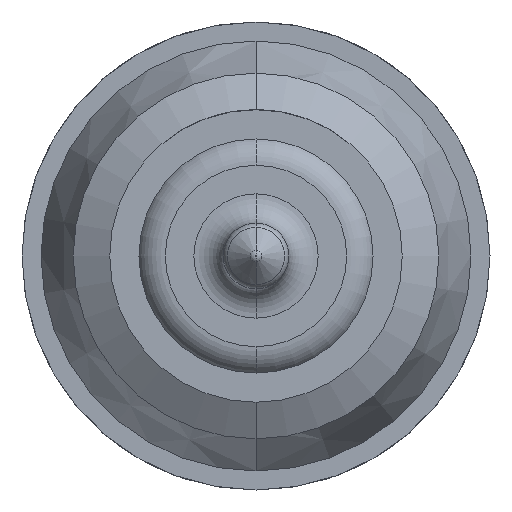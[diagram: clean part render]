
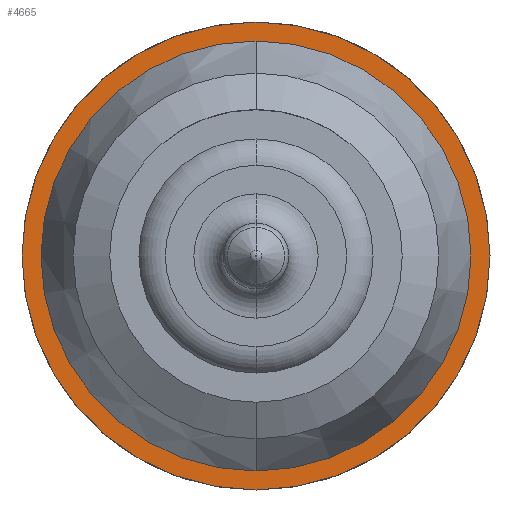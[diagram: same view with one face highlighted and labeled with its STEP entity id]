
A CAD part, front view. The second image highlights one B-rep face of the part: STEP entity #4665.
In plain terms, the highlighted planar face has unit normal (0, -1, 0).
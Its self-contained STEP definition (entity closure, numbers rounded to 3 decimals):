
#4 = EDGE_CURVE ( 'Defeature ausgef�hrt1_7+Defeature ausgef�hrt1_6+Defeature ausgef�hrt1_6+Defeature ausgef�hrt1_6', #2147, #4118, #4260, .T. ) ;
#19 = CARTESIAN_POINT ( 'NONE',  ( 0., 0.547, 1.47 ) ) ;
#32 = DIRECTION ( 'NONE',  ( 0., 0., 1. ) ) ;
#263 = AXIS2_PLACEMENT_3D ( 'NONE', #1522, #5443, #32 ) ;
#323 = EDGE_LOOP ( 'NONE', ( #2244, #3258 ) ) ;
#443 = DIRECTION ( 'NONE',  ( 0., 0., 1. ) ) ;
#757 = PLANE ( 'NONE',  #1590 ) ;
#891 = DIRECTION ( 'NONE',  ( 0., 1., 0. ) ) ;
#901 = CARTESIAN_POINT ( 'NONE',  ( 0., 0.547, 0. ) ) ;
#980 = DIRECTION ( 'NONE',  ( 0., 0., 1. ) ) ;
#1189 = AXIS2_PLACEMENT_3D ( 'NONE', #6362, #5805, #3824 ) ;
#1282 = CARTESIAN_POINT ( 'NONE',  ( 0., 0.547, 1.6 ) ) ;
#1522 = CARTESIAN_POINT ( 'NONE',  ( 0., 0.547, 0. ) ) ;
#1538 = EDGE_CURVE ( 'Defeature ausgef�hrt1_6+Defeature ausgef�hrt1_5+Defeature ausgef�hrt1_5+Defeature ausgef�hrt1_5', #2886, #5281, #5020, .T. ) ;
#1590 = AXIS2_PLACEMENT_3D ( 'NONE', #2237, #5747, #2759 ) ;
#1719 = CIRCLE ( 'NONE', #5369, 1.6 ) ;
#2065 = FACE_BOUND ( 'NONE', #323, .T. ) ;
#2147 = VERTEX_POINT ( 'NONE', #3711 ) ;
#2237 = CARTESIAN_POINT ( 'NONE',  ( 1.47, 0.547, 0. ) ) ;
#2244 = ORIENTED_EDGE ( 'NONE', *, *, #4524, .T. ) ;
#2759 = DIRECTION ( 'NONE',  ( 0., 0., 1. ) ) ;
#2886 = VERTEX_POINT ( 'NONE', #4194 ) ;
#2934 = CARTESIAN_POINT ( 'NONE',  ( 0., 0.547, 0. ) ) ;
#3010 = ORIENTED_EDGE ( 'NONE', *, *, #4, .F. ) ;
#3258 = ORIENTED_EDGE ( 'NONE', *, *, #1538, .T. ) ;
#3383 = FACE_OUTER_BOUND ( 'NONE', #5340, .T. ) ;
#3665 = ORIENTED_EDGE ( 'NONE', *, *, #4299, .F. ) ;
#3711 = CARTESIAN_POINT ( 'NONE',  ( 0., 0.547, -1.6 ) ) ;
#3824 = DIRECTION ( 'NONE',  ( 0., 0., 1. ) ) ;
#4118 = VERTEX_POINT ( 'NONE', #1282 ) ;
#4194 = CARTESIAN_POINT ( 'NONE',  ( 0., 0.547, -1.47 ) ) ;
#4260 = CIRCLE ( 'NONE', #5991, 1.6 ) ;
#4299 = EDGE_CURVE ( 'Defeature ausgef�hrt1_7+Defeature ausgef�hrt1_6+Defeature ausgef�hrt1_6+Defeature ausgef�hrt1_6', #4118, #2147, #1719, .T. ) ;
#4524 = EDGE_CURVE ( 'Defeature ausgef�hrt1_6+Defeature ausgef�hrt1_5+Defeature ausgef�hrt1_5+Defeature ausgef�hrt1_5', #5281, #2886, #6056, .T. ) ;
#4665 = ADVANCED_FACE ( 'Defeature ausgef�hrt1_6', ( #3383, #2065 ), #757, .F. ) ;
#5020 = CIRCLE ( 'NONE', #1189, 1.47 ) ;
#5281 = VERTEX_POINT ( 'NONE', #19 ) ;
#5340 = EDGE_LOOP ( 'NONE', ( #3665, #3010 ) ) ;
#5369 = AXIS2_PLACEMENT_3D ( 'NONE', #2934, #891, #980 ) ;
#5443 = DIRECTION ( 'NONE',  ( 0., 1., 0. ) ) ;
#5747 = DIRECTION ( 'NONE',  ( 0., 1., 0. ) ) ;
#5805 = DIRECTION ( 'NONE',  ( 0., 1., 0. ) ) ;
#5834 = DIRECTION ( 'NONE',  ( 0., 1., 0. ) ) ;
#5991 = AXIS2_PLACEMENT_3D ( 'NONE', #901, #5834, #443 ) ;
#6056 = CIRCLE ( 'NONE', #263, 1.47 ) ;
#6362 = CARTESIAN_POINT ( 'NONE',  ( 0., 0.547, 0. ) ) ;
